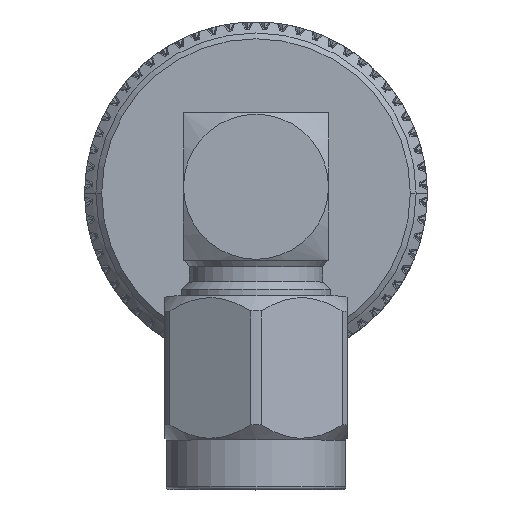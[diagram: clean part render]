
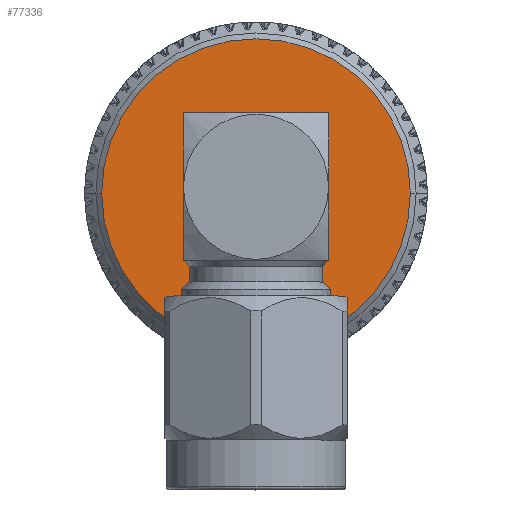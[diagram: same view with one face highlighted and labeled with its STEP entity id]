
A CAD part, top view. The second image highlights one B-rep face of the part: STEP entity #77336.
In plain terms, the highlighted face is planar.
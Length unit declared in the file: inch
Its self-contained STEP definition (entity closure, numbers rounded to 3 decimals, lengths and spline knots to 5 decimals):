
#373 = CARTESIAN_POINT ( 'NONE',  ( 0.5965, 0., 0. ) ) ;
#7581 = CIRCLE ( 'NONE', #32219, 0.266 ) ;
#9126 = FACE_BOUND ( 'NONE', #40218, .T. ) ;
#18822 = CARTESIAN_POINT ( 'NONE',  ( 0.5965, 0.276, 0. ) ) ;
#22780 = CARTESIAN_POINT ( 'NONE',  ( 0.5965, 0., 0.10531 ) ) ;
#25201 = CARTESIAN_POINT ( 'NONE',  ( 0.5965, 0., 0. ) ) ;
#25464 = EDGE_LOOP ( 'NONE', ( #41922, #97155 ) ) ;
#26486 = DIRECTION ( 'NONE',  ( 1., 0., 0. ) ) ;
#26813 = DIRECTION ( 'NONE',  ( 0., 0., 1. ) ) ;
#31749 = VERTEX_POINT ( 'NONE', #89647 ) ;
#32026 = VERTEX_POINT ( 'NONE', #92633 ) ;
#32219 = AXIS2_PLACEMENT_3D ( 'NONE', #105361, #65343, #26813 ) ;
#32993 = AXIS2_PLACEMENT_3D ( 'NONE', #373, #89879, #48657 ) ;
#40218 = EDGE_LOOP ( 'NONE', ( #41210, #90551 ) ) ;
#41210 = ORIENTED_EDGE ( 'NONE', *, *, #43485, .F. ) ;
#41922 = ORIENTED_EDGE ( 'NONE', *, *, #59740, .T. ) ;
#43278 = AXIS2_PLACEMENT_3D ( 'NONE', #25201, #26486, #123673 ) ;
#43485 = EDGE_CURVE ( 'NONE', #61931, #31749, #98899, .T. ) ;
#48657 = DIRECTION ( 'NONE',  ( 0., 0., 1. ) ) ;
#50635 = CIRCLE ( 'NONE', #126802, 0.266 ) ;
#53068 = EDGE_CURVE ( 'NONE', #73528, #32026, #7581, .T. ) ;
#58021 = DIRECTION ( 'NONE',  ( -1., 0., 0. ) ) ;
#59740 = EDGE_CURVE ( 'NONE', #32026, #73528, #50635, .T. ) ;
#61931 = VERTEX_POINT ( 'NONE', #22780 ) ;
#64488 = DIRECTION ( 'NONE',  ( 0., 0., 1. ) ) ;
#65343 = DIRECTION ( 'NONE',  ( 1., 0., 0. ) ) ;
#65853 = CIRCLE ( 'NONE', #32993, 0.10531 ) ;
#70259 = FACE_OUTER_BOUND ( 'NONE', #25464, .T. ) ;
#73528 = VERTEX_POINT ( 'NONE', #116278 ) ;
#77336 = ADVANCED_FACE ( 'NONE', ( #70259, #9126 ), #107034, .F. ) ;
#83201 = DIRECTION ( 'NONE',  ( 1., 0., 0. ) ) ;
#89647 = CARTESIAN_POINT ( 'NONE',  ( 0.5965, 0., -0.10531 ) ) ;
#89879 = DIRECTION ( 'NONE',  ( 1., 0., 0. ) ) ;
#90551 = ORIENTED_EDGE ( 'NONE', *, *, #103269, .F. ) ;
#92633 = CARTESIAN_POINT ( 'NONE',  ( 0.5965, 0., 0.266 ) ) ;
#92912 = CARTESIAN_POINT ( 'NONE',  ( 0.5965, 0., 0. ) ) ;
#97155 = ORIENTED_EDGE ( 'NONE', *, *, #53068, .T. ) ;
#97376 = DIRECTION ( 'NONE',  ( 0., 0., 1. ) ) ;
#98899 = CIRCLE ( 'NONE', #43278, 0.10531 ) ;
#103269 = EDGE_CURVE ( 'NONE', #31749, #61931, #65853, .T. ) ;
#105361 = CARTESIAN_POINT ( 'NONE',  ( 0.5965, 0., 0. ) ) ;
#107034 = PLANE ( 'NONE',  #115130 ) ;
#115130 = AXIS2_PLACEMENT_3D ( 'NONE', #18822, #58021, #97376 ) ;
#116278 = CARTESIAN_POINT ( 'NONE',  ( 0.5965, 0., -0.266 ) ) ;
#123673 = DIRECTION ( 'NONE',  ( 0., 0., 1. ) ) ;
#126802 = AXIS2_PLACEMENT_3D ( 'NONE', #92912, #83201, #64488 ) ;
